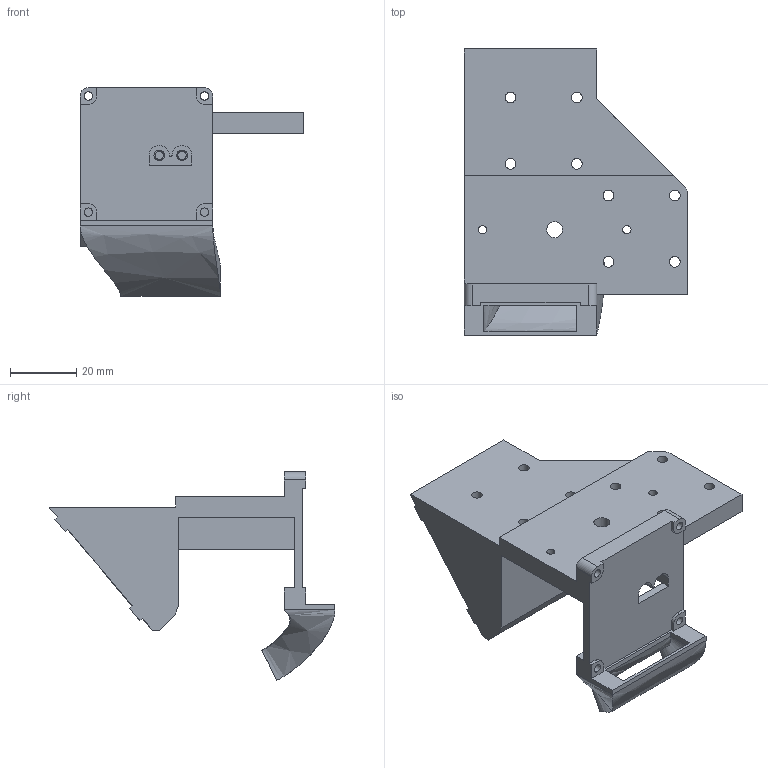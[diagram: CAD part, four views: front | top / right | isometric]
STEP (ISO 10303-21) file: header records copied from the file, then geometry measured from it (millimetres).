
FILE_DESCRIPTION(/* description */ ('STEP AP242','CAx-IF Rec.Pracs.---Representation and Presentation of Product Manufacturing Information (PMI)---4.0---2014-10-13','CAx-IF Rec.Pracs.---3D Tessellated Geometry---0.4---2014-09-14','2;1'),/* implementation_level */ '2;1');
FILE_NAME(/* name */ '66805f7659915b6df961eac7',/* time_stamp */ '2024-06-29T19:24:38Z',/* author */ (''),/* organization */ (''),/* preprocessor_version */ 'ST-DEVELOPER v20',/* originating_system */ ' ',/* authorisation */ ' ');
FILE_SCHEMA (('AP242_MANAGED_MODEL_BASED_3D_ENGINEERING_MIM_LF { 1 0 10303 442 1 1 4 }'));
Length unit declared in the file: metre
Products named in the file (1): Part 12
Bounding box: 67.47 x 86.13 x 62.87 mm (x, y, z)
Volume: 61427.6 mm3; surface area: 23974.8 mm2
Topology: 1 solids, 1 shells, 144 faces, 394 edges, 262 vertices
Faces by surface type: plane 85, cylinder 49, bspline 10
Full cylindrical faces by diameter (mm): 2.5 x12, 3.2 x12, 4.763 x1, 6.5 x4
Entity records: 4657 total; most frequent: CARTESIAN_POINT 1038, ORIENTED_EDGE 714, DIRECTION 711, EDGE_CURVE 357, VERTEX_POINT 254, AXIS2_PLACEMENT_3D 239, LINE 233, VECTOR 233
